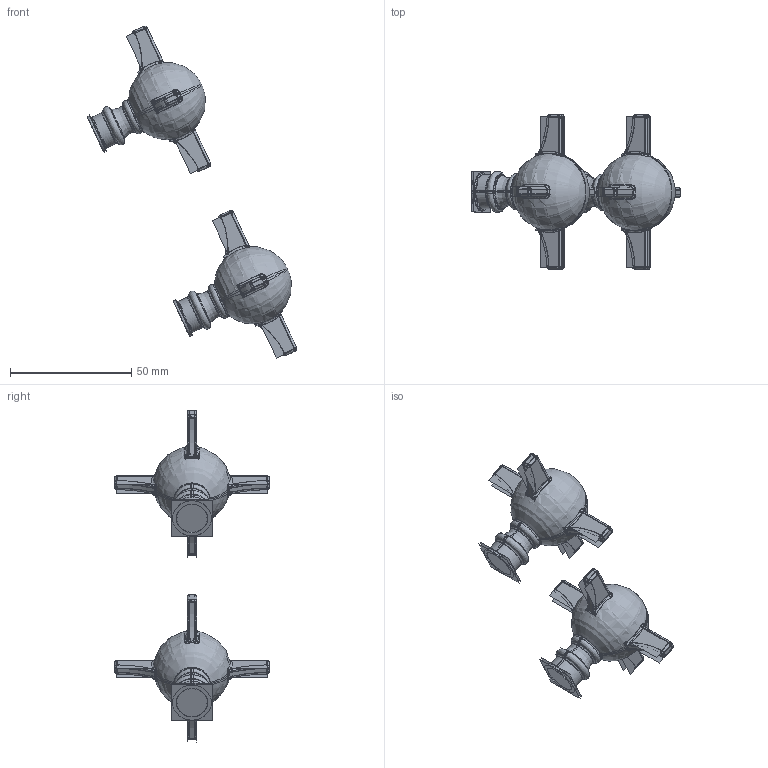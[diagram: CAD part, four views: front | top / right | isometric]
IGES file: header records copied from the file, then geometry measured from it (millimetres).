
Start section:  PTC IGES file: ARCLSC.igs
Global section: file name: ARCLSC.igs; native system: Pro/ENGINEER by Parametric Technology Corporation; preprocessor: 2009360; author: user33; organization: Unknown; date: 20200406.091221; units: millimetre
Bounding box: 86.69 x 64 x 137.13 mm (x, y, z)
Volume: 41151.9 mm3; surface area: 74414.3 mm2
Topology: 2 solids, 4 shells, 1100 faces, 5432 edges, 6792 vertices
Faces by surface type: revolution 588, bspline 512
